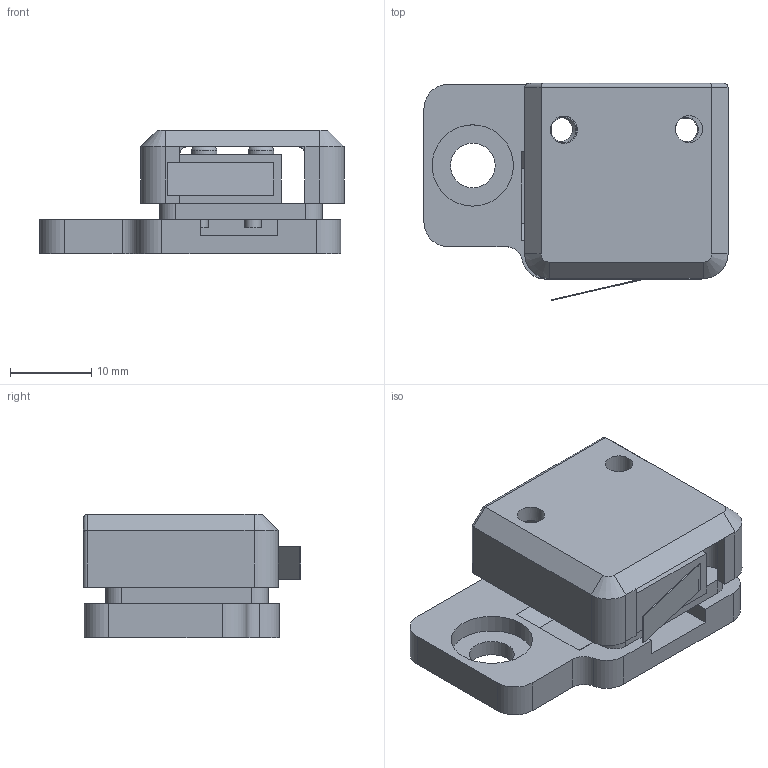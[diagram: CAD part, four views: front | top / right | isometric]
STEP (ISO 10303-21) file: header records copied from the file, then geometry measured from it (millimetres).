
FILE_DESCRIPTION(/* description */ (''),/* implementation_level */ '2;1');
FILE_NAME(/* name */ 'Z Limit Switch.step',/* time_stamp */ '2023-01-19T08:57:26-06:00',/* author */ (''),/* organization */ (''),/* preprocessor_version */ 'ST-DEVELOPER v19.2',/* originating_system */ 'Autodesk Translation Framework v11.17.0.187',/* authorisation */ '');
FILE_SCHEMA (('AUTOMOTIVE_DESIGN { 1 0 10303 214 3 1 1 }'));
Length unit declared in the file: millimetre
Products named in the file (5): z_limit_switch; Limit Switch Plate; Limit Switch; PN091; PN596
Assembly tree (5 placements, depth 2):
  z_limit_switch
    Limit Switch Plate
    Limit Switch
    PN091
    PN596  x2
Bounding box: 37.4 x 26.7 x 15.2 mm (x, y, z)
Volume: 6380.4 mm3; surface area: 7046.4 mm2
Topology: 15 solids, 15 shells, 375 faces, 995 edges, 658 vertices
Faces by surface type: bspline 156, plane 115, cylinder 94, cone 8, torus 2
Full cylindrical faces by diameter (mm): 2 x2, 2.9 x2, 3.1 x4, 3.35 x2, 4.2 x2, 4.25 x2, 4.6 x2, 4.7 x2, 5.5 x1, 10 x1
Entity records: 9829 total; most frequent: CARTESIAN_POINT 3649, ORIENTED_EDGE 1328, DIRECTION 1098, EDGE_CURVE 664, VERTEX_POINT 438, AXIS2_PLACEMENT_3D 403, LINE 292, VECTOR 292
